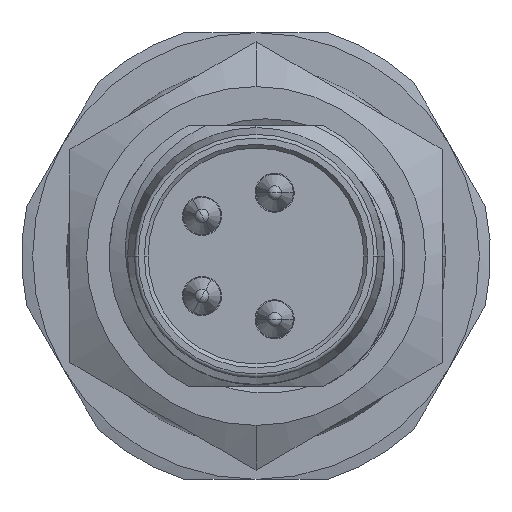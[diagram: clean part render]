
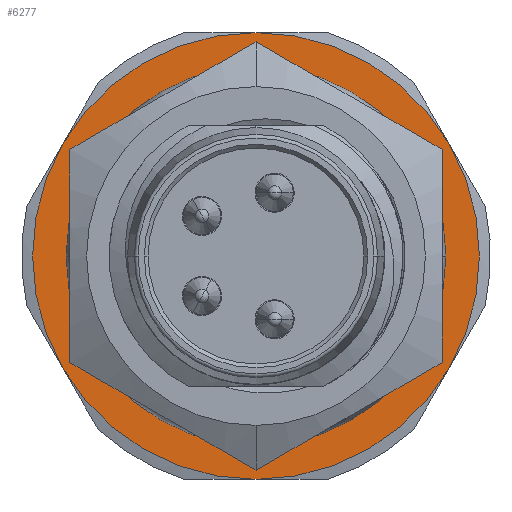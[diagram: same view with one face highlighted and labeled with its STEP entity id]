
A CAD part, left-side view. The second image highlights one B-rep face of the part: STEP entity #6277.
In plain terms, the highlighted planar face has unit normal (-1, 0, 0).
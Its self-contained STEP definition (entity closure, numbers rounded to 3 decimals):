
#113=CARTESIAN_POINT('',(-1.9,0.,0.));
#114=DIRECTION('',(-1.,0.,0.));
#115=DIRECTION('',(0.,0.163,0.987));
#116=AXIS2_PLACEMENT_3D('',#113,#114,#115);
#118=DIRECTION('',(0.,-1.,0.));
#119=VECTOR('',#118,1.221);
#120=CARTESIAN_POINT('',(-1.9,0.61,-3.7));
#121=LINE('',#120,#119);
#122=CARTESIAN_POINT('',(-1.9,0.,0.));
#123=DIRECTION('',(-1.,0.,0.));
#124=DIRECTION('',(0.,-0.163,-0.987));
#125=AXIS2_PLACEMENT_3D('',#122,#123,#124);
#127=DIRECTION('',(0.,1.,0.));
#128=VECTOR('',#127,1.221);
#129=CARTESIAN_POINT('',(-1.9,-0.61,3.7));
#130=LINE('',#129,#128);
#131=CARTESIAN_POINT('',(-1.9,0.,0.));
#132=DIRECTION('',(1.,0.,0.));
#133=DIRECTION('',(0.,0.,-1.));
#134=AXIS2_PLACEMENT_3D('',#131,#132,#133);
#136=CARTESIAN_POINT('',(-1.9,0.,0.));
#137=DIRECTION('',(1.,0.,0.));
#138=DIRECTION('',(0.,0.866,-0.5));
#139=AXIS2_PLACEMENT_3D('',#136,#137,#138);
#141=CARTESIAN_POINT('',(-1.9,0.,0.));
#142=DIRECTION('',(1.,0.,0.));
#143=DIRECTION('',(0.,0.866,0.5));
#144=AXIS2_PLACEMENT_3D('',#141,#142,#143);
#146=CARTESIAN_POINT('',(-1.9,0.,0.));
#147=DIRECTION('',(1.,0.,0.));
#148=DIRECTION('',(0.,0.,1.));
#149=AXIS2_PLACEMENT_3D('',#146,#147,#148);
#151=CARTESIAN_POINT('',(-1.9,0.,0.));
#152=DIRECTION('',(1.,0.,0.));
#153=DIRECTION('',(0.,-0.866,0.5));
#154=AXIS2_PLACEMENT_3D('',#151,#152,#153);
#156=CARTESIAN_POINT('',(-1.9,0.,0.));
#157=DIRECTION('',(1.,0.,0.));
#158=DIRECTION('',(0.,-0.866,-0.5));
#159=AXIS2_PLACEMENT_3D('',#156,#157,#158);
#5953=CARTESIAN_POINT('',(-1.9,0.61,-3.7));
#5954=CARTESIAN_POINT('',(-1.9,0.61,3.7));
#5955=VERTEX_POINT('',#5953);
#5956=VERTEX_POINT('',#5954);
#5957=CARTESIAN_POINT('',(-1.9,-0.61,3.7));
#5958=CARTESIAN_POINT('',(-1.9,-0.61,-3.7));
#5959=VERTEX_POINT('',#5957);
#5960=VERTEX_POINT('',#5958);
#6110=CARTESIAN_POINT('',(-1.9,0.,-6.));
#6111=CARTESIAN_POINT('',(-1.9,5.196,-3.));
#6112=VERTEX_POINT('',#6110);
#6113=VERTEX_POINT('',#6111);
#6114=CARTESIAN_POINT('',(-1.9,5.196,3.));
#6115=VERTEX_POINT('',#6114);
#6116=CARTESIAN_POINT('',(-1.9,0.,6.));
#6117=VERTEX_POINT('',#6116);
#6118=CARTESIAN_POINT('',(-1.9,-5.196,3.));
#6119=VERTEX_POINT('',#6118);
#6120=CARTESIAN_POINT('',(-1.9,-5.196,-3.));
#6121=VERTEX_POINT('',#6120);
#6248=CARTESIAN_POINT('',(-1.9,0.,0.));
#6249=DIRECTION('',(1.,0.,0.));
#6250=DIRECTION('',(0.,-1.,0.));
#6251=AXIS2_PLACEMENT_3D('',#6248,#6249,#6250);
#6252=PLANE('',#6251);
#6254=ORIENTED_EDGE('',*,*,#6253,.T.);
#6256=ORIENTED_EDGE('',*,*,#6255,.T.);
#6258=ORIENTED_EDGE('',*,*,#6257,.T.);
#6260=ORIENTED_EDGE('',*,*,#6259,.T.);
#6262=ORIENTED_EDGE('',*,*,#6261,.T.);
#6264=ORIENTED_EDGE('',*,*,#6263,.T.);
#6265=EDGE_LOOP('',(#6254,#6256,#6258,#6260,#6262,#6264));
#6266=FACE_OUTER_BOUND('',#6265,.F.);
#6268=ORIENTED_EDGE('',*,*,#6267,.T.);
#6270=ORIENTED_EDGE('',*,*,#6269,.T.);
#6272=ORIENTED_EDGE('',*,*,#6271,.T.);
#6274=ORIENTED_EDGE('',*,*,#6273,.T.);
#6275=EDGE_LOOP('',(#6268,#6270,#6272,#6274));
#6276=FACE_BOUND('',#6275,.F.);
#6277=ADVANCED_FACE('',(#6266,#6276),#6252,.F.);
#117=CIRCLE('',#116,3.75);
#126=CIRCLE('',#125,3.75);
#135=CIRCLE('',#134,6.);
#140=CIRCLE('',#139,6.);
#145=CIRCLE('',#144,6.);
#150=CIRCLE('',#149,6.);
#155=CIRCLE('',#154,6.);
#160=CIRCLE('',#159,6.);
#6253=EDGE_CURVE('',#6112,#6113,#135,.T.);
#6255=EDGE_CURVE('',#6113,#6115,#140,.T.);
#6257=EDGE_CURVE('',#6115,#6117,#145,.T.);
#6259=EDGE_CURVE('',#6117,#6119,#150,.T.);
#6261=EDGE_CURVE('',#6119,#6121,#155,.T.);
#6263=EDGE_CURVE('',#6121,#6112,#160,.T.);
#6267=EDGE_CURVE('',#5956,#5955,#117,.T.);
#6269=EDGE_CURVE('',#5955,#5960,#121,.T.);
#6271=EDGE_CURVE('',#5960,#5959,#126,.T.);
#6273=EDGE_CURVE('',#5959,#5956,#130,.T.);
